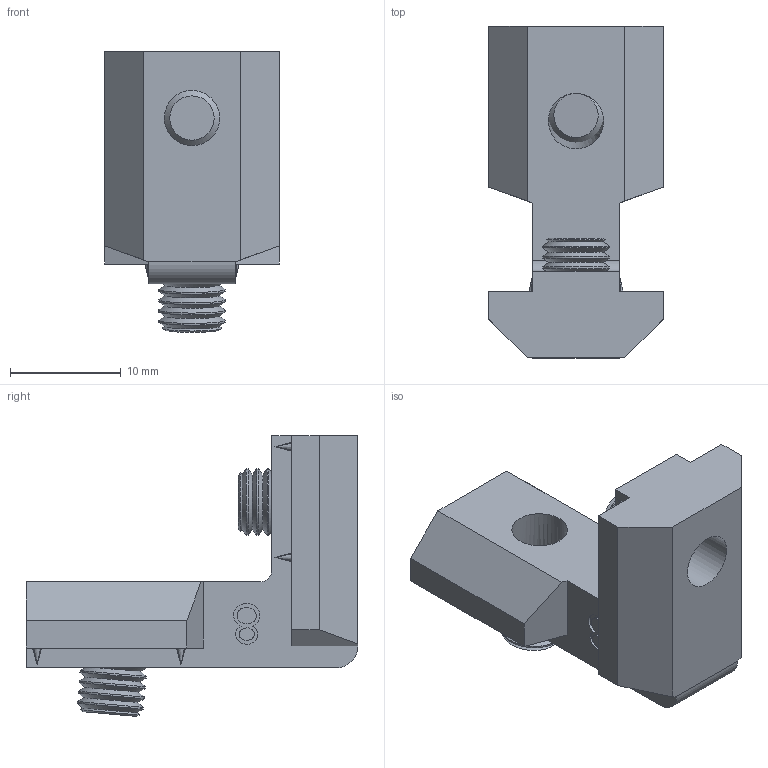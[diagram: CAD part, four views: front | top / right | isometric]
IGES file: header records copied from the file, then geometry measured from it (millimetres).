
Global section: file name: 700435; native system: Autodesk Inventor 2021; preprocessor: unknown; author: Mrówczyńska,,; organization: 11; date: 20220805.125706; units: millimetre
Bounding box: 15.8 x 30 x 25.37 mm (x, y, z)
Volume: 3769.1 mm3; surface area: 2575.1 mm2
Topology: 3 solids, 3 shells, 160 faces, 421 edges, 272 vertices
Faces by surface type: bspline 160
